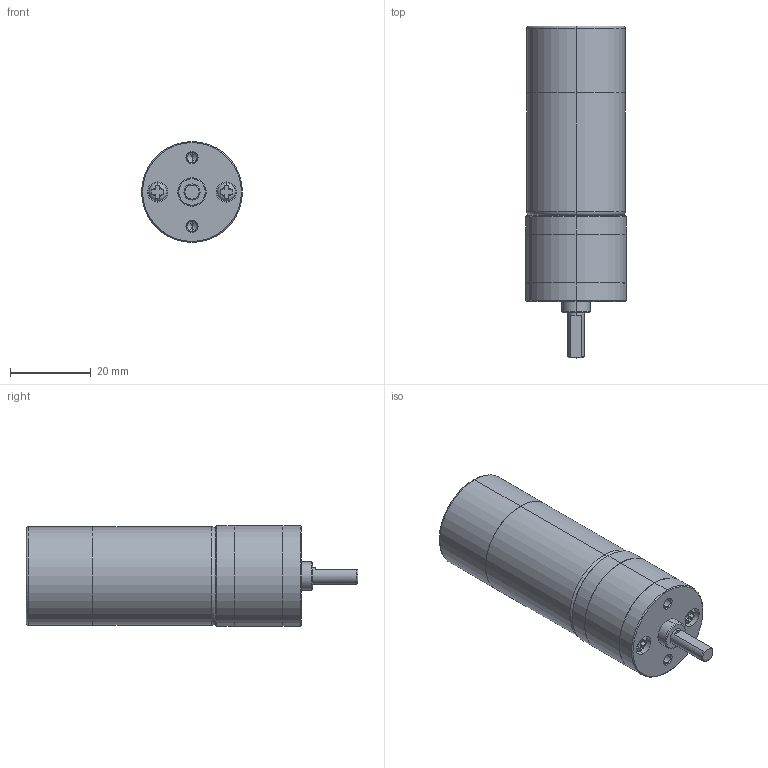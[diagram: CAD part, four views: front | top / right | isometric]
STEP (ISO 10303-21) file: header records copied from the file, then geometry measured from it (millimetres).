
FILE_DESCRIPTION (( 'STEP AP203' ), '1' );
FILE_NAME ('Geared DC motor with encoder - TS-25GA370H (12V 150RPM).step_Default_sldprt.STEP', '2023-11-23T14:39:21', ( '' ), ( '' ), 'SwSTEP 2.0', 'SolidWorks 2022', '' );
FILE_SCHEMA (( 'CONFIG_CONTROL_DESIGN' ));
Length unit declared in the file: metre
Products named in the file (1): Geared DC motor with encoder - TS-25GA370H (12V 150RPM).step_Default_sldprt
Bounding box: 25 x 82.25 x 25 mm (x, y, z)
Volume: 32506.9 mm3; surface area: 6793 mm2
Topology: 1 solids, 1 shells, 104 faces, 245 edges, 154 vertices
Faces by surface type: plane 49, cylinder 32, cone 15, torus 8
Entity records: 3109 total; most frequent: CARTESIAN_POINT 630, DIRECTION 518, ORIENTED_EDGE 482, EDGE_CURVE 241, AXIS2_PLACEMENT_3D 202, VERTEX_POINT 154, EDGE_LOOP 119, LINE 114
